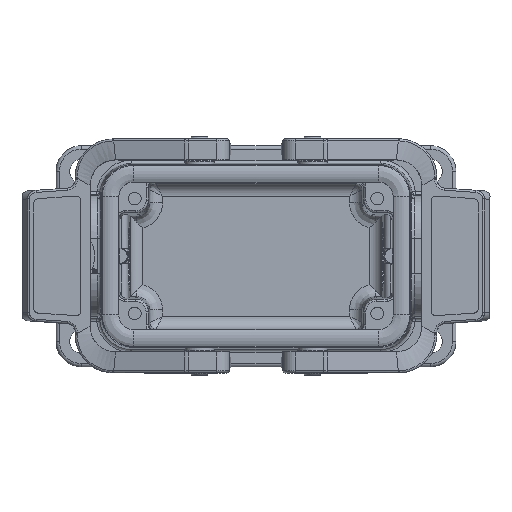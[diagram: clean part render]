
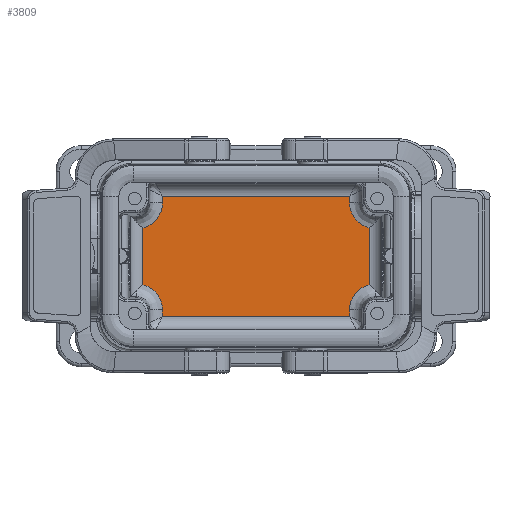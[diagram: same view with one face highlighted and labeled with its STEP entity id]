
A CAD part, top view. The second image highlights one B-rep face of the part: STEP entity #3809.
In plain terms, the highlighted planar face has unit normal (0, 0, 1).
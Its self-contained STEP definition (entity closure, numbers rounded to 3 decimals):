
#3035=FACE_OUTER_BOUND('',#4957,.T.);
#3809=ADVANCED_FACE('',(#3035),#4394,.F.);
#4394=PLANE('',#14766);
#4957=EDGE_LOOP('',(#6411,#6412,#6413,#6414,#6415,#6416,#6417,#6418,#6419,
#6420,#6421,#6422));
#5591=ELLIPSE('',#14717,6.002,6.);
#5593=ELLIPSE('',#14722,6.002,6.);
#5597=ELLIPSE('',#14729,6.002,6.);
#5599=ELLIPSE('',#14733,6.002,6.);
#6411=ORIENTED_EDGE('',*,*,#10430,.T.);
#6412=ORIENTED_EDGE('',*,*,#10479,.T.);
#6413=ORIENTED_EDGE('',*,*,#10480,.T.);
#6414=ORIENTED_EDGE('',*,*,#10481,.T.);
#6415=ORIENTED_EDGE('',*,*,#10426,.T.);
#6416=ORIENTED_EDGE('',*,*,#10418,.T.);
#6417=ORIENTED_EDGE('',*,*,#10416,.T.);
#6418=ORIENTED_EDGE('',*,*,#10454,.T.);
#6419=ORIENTED_EDGE('',*,*,#10482,.T.);
#6420=ORIENTED_EDGE('',*,*,#10450,.T.);
#6421=ORIENTED_EDGE('',*,*,#10411,.T.);
#6422=ORIENTED_EDGE('',*,*,#10406,.T.);
#9260=VERTEX_POINT('',#20441);
#9261=VERTEX_POINT('',#20443);
#9265=VERTEX_POINT('',#20456);
#9269=VERTEX_POINT('',#20494);
#9270=VERTEX_POINT('',#20496);
#9271=VERTEX_POINT('',#20532);
#9276=VERTEX_POINT('',#20546);
#9280=VERTEX_POINT('',#20586);
#9291=VERTEX_POINT('',#20654);
#9294=VERTEX_POINT('',#20690);
#9315=VERTEX_POINT('',#20793);
#9316=VERTEX_POINT('',#20795);
#10406=EDGE_CURVE('',#9261,#9260,#11878,.T.);
#10411=EDGE_CURVE('',#9265,#9261,#5591,.T.);
#10416=EDGE_CURVE('',#9270,#9269,#5593,.T.);
#10418=EDGE_CURVE('',#9271,#9270,#11879,.T.);
#10426=EDGE_CURVE('',#9276,#9271,#5597,.T.);
#10430=EDGE_CURVE('',#9260,#9280,#5599,.T.);
#10450=EDGE_CURVE('',#9294,#9265,#11888,.T.);
#10454=EDGE_CURVE('',#9269,#9291,#11891,.T.);
#10479=EDGE_CURVE('',#9280,#9315,#11905,.T.);
#10480=EDGE_CURVE('',#9315,#9316,#11906,.T.);
#10481=EDGE_CURVE('',#9316,#9276,#11907,.T.);
#10482=EDGE_CURVE('',#9291,#9294,#11908,.T.);
#11878=LINE('',#20442,#12799);
#11879=LINE('',#20531,#12800);
#11888=LINE('',#20725,#12809);
#11891=LINE('',#20733,#12812);
#11905=LINE('',#20792,#12826);
#11906=LINE('',#20794,#12827);
#11907=LINE('',#20796,#12828);
#11908=LINE('',#20797,#12829);
#12799=VECTOR('',#16363,1.);
#12800=VECTOR('',#16384,1.);
#12809=VECTOR('',#16441,1.);
#12812=VECTOR('',#16450,1.);
#12826=VECTOR('',#16496,1.);
#12827=VECTOR('',#16497,1.);
#12828=VECTOR('',#16498,1.);
#12829=VECTOR('',#16499,1.);
#14717=AXIS2_PLACEMENT_3D('',#20455,#16372,#16373);
#14722=AXIS2_PLACEMENT_3D('',#20495,#16382,#16383);
#14729=AXIS2_PLACEMENT_3D('',#20550,#16398,#16399);
#14733=AXIS2_PLACEMENT_3D('',#20587,#16406,#16407);
#14766=AXIS2_PLACEMENT_3D('',#20798,#16500,#16501);
#16363=DIRECTION('',(0.,-1.,0.));
#16372=DIRECTION('',(0.,0.,-1.));
#16373=DIRECTION('',(-0.707,0.707,0.));
#16382=DIRECTION('',(0.,0.,-1.));
#16383=DIRECTION('',(0.707,0.707,0.));
#16384=DIRECTION('',(0.,1.,0.));
#16398=DIRECTION('',(0.,0.,-1.));
#16399=DIRECTION('',(-0.707,0.707,0.));
#16406=DIRECTION('',(0.,0.,-1.));
#16407=DIRECTION('',(0.707,0.707,0.));
#16441=DIRECTION('',(0.,-1.,0.));
#16450=DIRECTION('',(0.,1.,0.));
#16496=DIRECTION('',(0.,-1.,0.));
#16497=DIRECTION('',(1.,0.,0.));
#16498=DIRECTION('',(0.,1.,0.));
#16499=DIRECTION('',(-1.,0.,0.));
#16500=DIRECTION('',(0.,0.,-1.));
#16501=DIRECTION('',(-1.,0.,0.));
#20441=CARTESIAN_POINT('',(-26.586,-6.704,-38.25));
#20442=CARTESIAN_POINT('',(-26.586,-9.482,-38.25));
#20443=CARTESIAN_POINT('',(-26.586,6.704,-38.25));
#20455=CARTESIAN_POINT('',(-28.006,12.535,-38.25));
#20456=CARTESIAN_POINT('',(-22.005,12.533,-38.25));
#20494=CARTESIAN_POINT('',(22.005,12.533,-38.25));
#20495=CARTESIAN_POINT('',(28.006,12.535,-38.25));
#20496=CARTESIAN_POINT('',(26.586,6.704,-38.25));
#20531=CARTESIAN_POINT('',(26.586,-17.75,-38.25));
#20532=CARTESIAN_POINT('',(26.586,-6.704,-38.25));
#20546=CARTESIAN_POINT('',(22.005,-12.533,-38.25));
#20550=CARTESIAN_POINT('',(28.006,-12.535,-38.25));
#20586=CARTESIAN_POINT('',(-22.005,-12.533,-38.25));
#20587=CARTESIAN_POINT('',(-28.006,-12.535,-38.25));
#20654=CARTESIAN_POINT('',(22.005,14.132,-38.25));
#20690=CARTESIAN_POINT('',(-22.005,14.132,-38.25));
#20725=CARTESIAN_POINT('',(-22.005,12.482,-38.25));
#20733=CARTESIAN_POINT('',(22.005,15.555,-38.25));
#20792=CARTESIAN_POINT('',(-22.005,-15.555,-38.25));
#20793=CARTESIAN_POINT('',(-22.005,-14.132,-38.25));
#20794=CARTESIAN_POINT('',(24.953,-14.132,-38.25));
#20795=CARTESIAN_POINT('',(22.005,-14.132,-38.25));
#20796=CARTESIAN_POINT('',(22.005,-12.482,-38.25));
#20797=CARTESIAN_POINT('',(24.953,14.132,-38.25));
#20798=CARTESIAN_POINT('',(24.953,-17.75,-38.25));
